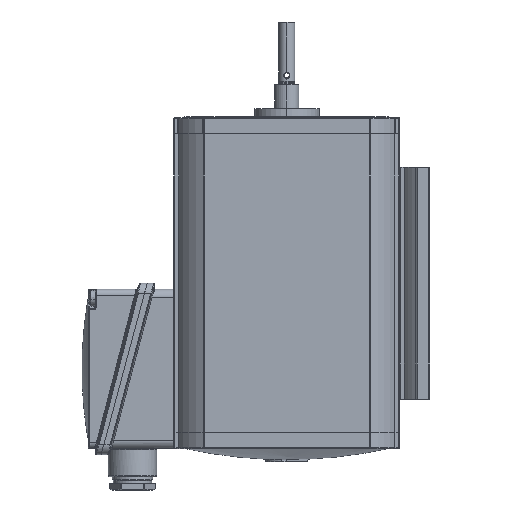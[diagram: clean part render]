
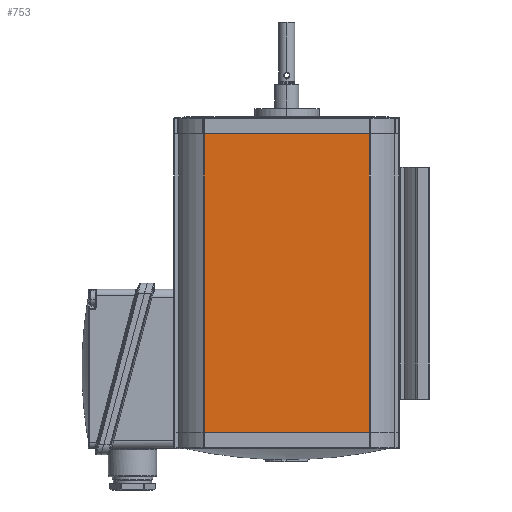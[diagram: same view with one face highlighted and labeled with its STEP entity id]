
A CAD part, left-side view. The second image highlights one B-rep face of the part: STEP entity #753.
In plain terms, the highlighted planar face has unit normal (-1, 0, 0).
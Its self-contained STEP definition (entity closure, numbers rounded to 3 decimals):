
#753 = ADVANCED_FACE ( 'NONE', ( #27597 ), #20678, .F. ) ;
#1295 = CARTESIAN_POINT ( 'NONE',  ( -56., 41.5, 150. ) ) ;
#1457 = EDGE_CURVE ( 'NONE', #1722, #7162, #37136, .T. ) ;
#1722 = VERTEX_POINT ( 'NONE', #23389 ) ;
#3235 = VECTOR ( 'NONE', #34869, 1000. ) ;
#3290 = VERTEX_POINT ( 'NONE', #35698 ) ;
#3933 = CARTESIAN_POINT ( 'NONE',  ( -56., -41., 150. ) ) ;
#5748 = ORIENTED_EDGE ( 'NONE', *, *, #1457, .T. ) ;
#7162 = VERTEX_POINT ( 'NONE', #27311 ) ;
#9857 = EDGE_CURVE ( 'NONE', #7162, #39749, #23291, .T. ) ;
#11279 = ORIENTED_EDGE ( 'NONE', *, *, #32319, .T. ) ;
#12040 = DIRECTION ( 'NONE',  ( 0., 0., -1. ) ) ;
#12054 = EDGE_CURVE ( 'NONE', #39749, #3290, #28859, .T. ) ;
#12974 = ORIENTED_EDGE ( 'NONE', *, *, #9857, .T. ) ;
#14548 = VECTOR ( 'NONE', #12040, 1000. ) ;
#20146 = VECTOR ( 'NONE', #28896, 1000. ) ;
#20197 = DIRECTION ( 'NONE',  ( 0., 0., 1. ) ) ;
#20678 = PLANE ( 'NONE',  #29501 ) ;
#21328 = LINE ( 'NONE', #3933, #38744 ) ;
#22120 = CARTESIAN_POINT ( 'NONE',  ( -56., 41., 1. ) ) ;
#23291 = LINE ( 'NONE', #24999, #14548 ) ;
#23389 = CARTESIAN_POINT ( 'NONE',  ( -56., -41., 149. ) ) ;
#24999 = CARTESIAN_POINT ( 'NONE',  ( -56., 41., 150. ) ) ;
#25132 = DIRECTION ( 'NONE',  ( 0., 0., -1. ) ) ;
#25759 = CARTESIAN_POINT ( 'NONE',  ( -56., 41.5, 1. ) ) ;
#27311 = CARTESIAN_POINT ( 'NONE',  ( -56., 41., 149. ) ) ;
#27597 = FACE_OUTER_BOUND ( 'NONE', #27728, .T. ) ;
#27728 = EDGE_LOOP ( 'NONE', ( #12974, #32765, #11279, #5748 ) ) ;
#28859 = LINE ( 'NONE', #25759, #20146 ) ;
#28896 = DIRECTION ( 'NONE',  ( 0., -1., 0. ) ) ;
#29501 = AXIS2_PLACEMENT_3D ( 'NONE', #1295, #32984, #25132 ) ;
#30741 = CARTESIAN_POINT ( 'NONE',  ( -56., 41.5, 149. ) ) ;
#32319 = EDGE_CURVE ( 'NONE', #3290, #1722, #21328, .T. ) ;
#32765 = ORIENTED_EDGE ( 'NONE', *, *, #12054, .T. ) ;
#32984 = DIRECTION ( 'NONE',  ( 1., 0., 0. ) ) ;
#34869 = DIRECTION ( 'NONE',  ( 0., 1., 0. ) ) ;
#35698 = CARTESIAN_POINT ( 'NONE',  ( -56., -41., 1. ) ) ;
#37136 = LINE ( 'NONE', #30741, #3235 ) ;
#38744 = VECTOR ( 'NONE', #20197, 1000. ) ;
#39749 = VERTEX_POINT ( 'NONE', #22120 ) ;
